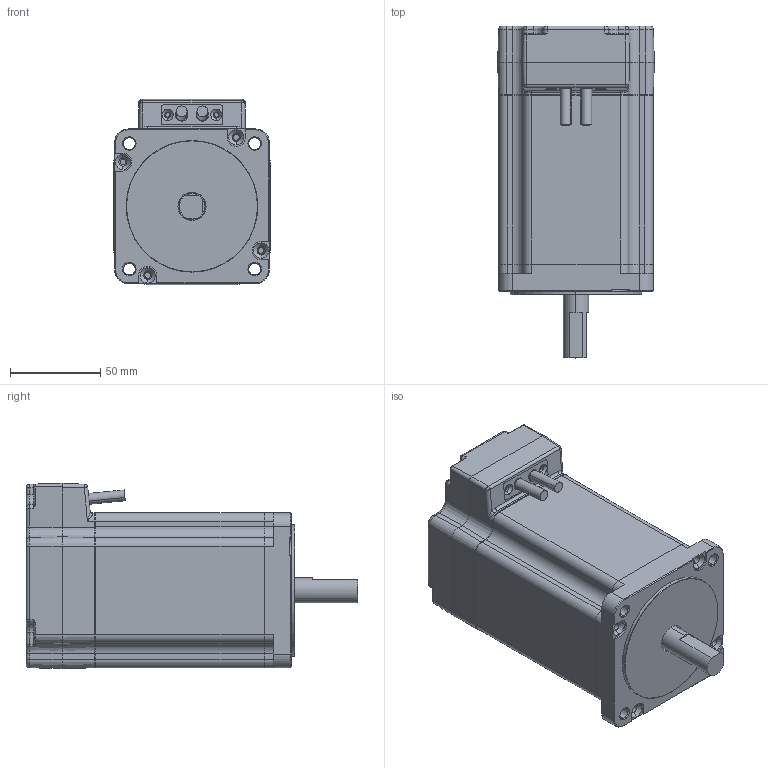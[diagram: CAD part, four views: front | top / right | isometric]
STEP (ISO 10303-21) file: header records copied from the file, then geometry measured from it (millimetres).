
FILE_DESCRIPTION (( 'STEP AP203' ), '1' );
FILE_NAME ('陔SS34蚾饜极1.STEP', '2012-12-24T02:38:40', ( 'Sky123.Org' ), ( 'Sky123.Org' ), 'SwSTEP 2.0', 'SolidWorks 2011', '' );
FILE_SCHEMA (( 'CONFIG_CONTROL_DESIGN' ));
Length unit declared in the file: millimetre
Products named in the file (10): 86隅赽; SS17盄旰; SS盄旰裔啣; 86ヶ傷裔; 陔SS34蚾饜极1; 陔SS34鎮湛傷裔A; 陔SS34奻裔; SS34萇儂; 86蛌粣; 86粣創
Assembly tree (11 placements, depth 3):
  陔SS34蚾饜极1
    SS17盄旰  x2
    SS盄旰裔啣
    陔SS34鎮湛傷裔A
    陔SS34奻裔
    SS34萇儂
      86ヶ傷裔
      86粣創  x2
      86隅赽
      86蛌粣
Bounding box: 86.82 x 184 x 102.71 mm (x, y, z)
Volume: 552163.2 mm3; surface area: 205164 mm2
Topology: 10 solids, 10 shells, 1012 faces, 2521 edges, 1551 vertices
Faces by surface type: cylinder 428, plane 300, cone 130, torus 88, bspline 50, sphere 16
Entity records: 32102 total; most frequent: CARTESIAN_POINT 6860, DIRECTION 5408, ORIENTED_EDGE 4902, EDGE_CURVE 2451, AXIS2_PLACEMENT_3D 2105, VERTEX_POINT 1527, VECTOR 1198, LINE 1198
